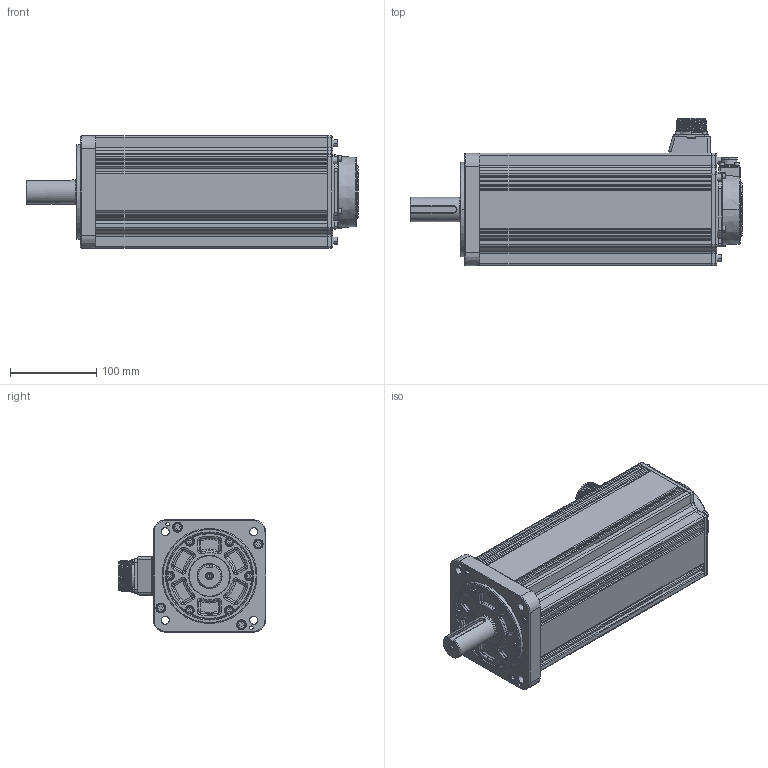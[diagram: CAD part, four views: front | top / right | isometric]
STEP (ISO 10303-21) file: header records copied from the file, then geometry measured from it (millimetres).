
FILE_DESCRIPTION (( 'STEP AP203' ), '1' );
FILE_NAME ('MS6S-130CN30B2-47P0.STEP', '2025-04-08T11:50:55', ( '' ), ( '' ), 'SwSTEP 2.0', 'SolidWorks 2022', '' );
FILE_SCHEMA (( 'CONFIG_CONTROL_DESIGN' ));
Products named in the file (1): MS6S-130CN30B2-47P0
Bounding box: 384.8 x 171.2 x 130.59 mm (x, y, z)
Volume: 4823472.6 mm3; surface area: 360981.2 mm2
Topology: 37 solids, 42 shells, 2672 faces, 6704 edges, 4233 vertices
Faces by surface type: plane 943, cylinder 691, bspline 425, cone 309, torus 284, sphere 20
Entity records: 95744 total; most frequent: CARTESIAN_POINT 35204, ORIENTED_EDGE 13228, DIRECTION 11503, EDGE_CURVE 6614, AXIS2_PLACEMENT_3D 4312, VERTEX_POINT 4223, EDGE_LOOP 2955, VECTOR 2879
